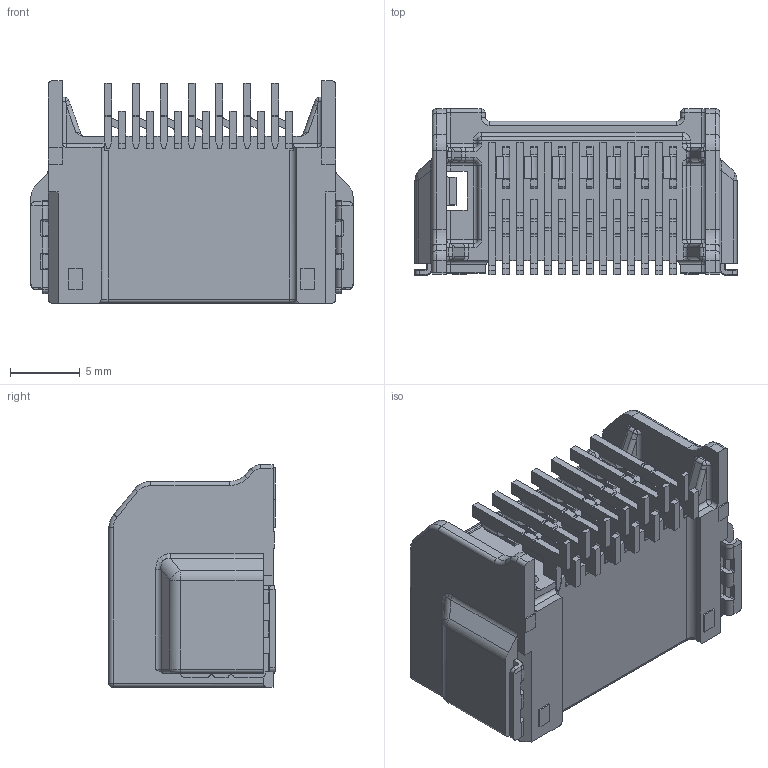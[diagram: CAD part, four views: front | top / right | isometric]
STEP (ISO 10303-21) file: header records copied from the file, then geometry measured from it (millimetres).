
FILE_DESCRIPTION((''),'2;1');
FILE_NAME('CVM_020_D_TR_SMT_14M_H_ASSY','2020-10-20T10:49:11',('drkoo'),(''),'CREO PARAMETRIC BY PTC INC, 2017380','CREO PARAMETRIC BY PTC INC, 2017380','');
FILE_SCHEMA(('CONFIG_CONTROL_DESIGN'));
Products named in the file (1): CVM_020_D_TR_SMT_14M_H_ASSY
Bounding box: 23.15 x 11.95 x 16 mm (x, y, z)
Volume: 1396.2 mm3; surface area: 2855.3 mm2
Topology: 1 solids, 1 shells, 1887 faces, 5261 edges, 3347 vertices
Faces by surface type: plane 1216, cylinder 501, torus 57, sphere 50, bspline 35, cone 28
Entity records: 61216 total; most frequent: CARTESIAN_POINT 12995, ORIENTED_EDGE 10406, DIRECTION 9612, EDGE_CURVE 5203, VECTOR 3958, LINE 3958, VERTEX_POINT 3347, AXIS2_PLACEMENT_3D 2827
